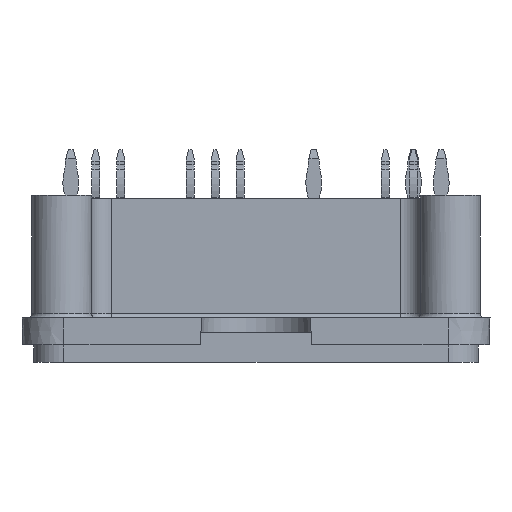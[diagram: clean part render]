
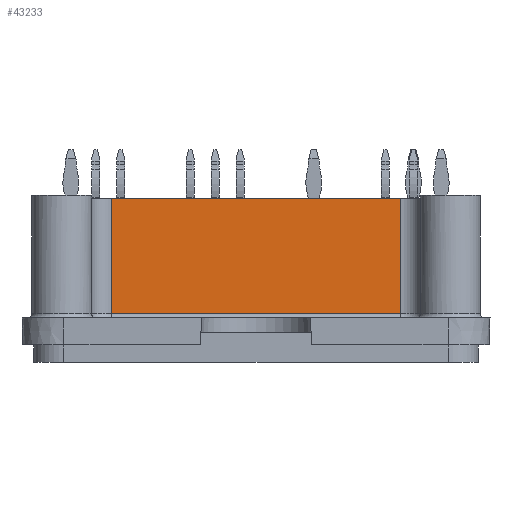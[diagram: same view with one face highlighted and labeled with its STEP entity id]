
A CAD part, left-side view. The second image highlights one B-rep face of the part: STEP entity #43233.
In plain terms, the highlighted planar face has unit normal (-1, 0, 0).
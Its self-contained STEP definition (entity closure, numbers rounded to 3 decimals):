
#2809=ORIENTED_EDGE('',*,*,#12186,.F.);
#2810=ORIENTED_EDGE('',*,*,#12176,.T.);
#2811=ORIENTED_EDGE('',*,*,#12187,.T.);
#2812=ORIENTED_EDGE('',*,*,#12188,.F.);
#12176=EDGE_CURVE('',#16868,#16867,#19802,.T.);
#12186=EDGE_CURVE('',#16868,#16873,#19806,.T.);
#12187=EDGE_CURVE('',#16867,#16874,#19807,.T.);
#12188=EDGE_CURVE('',#16873,#16874,#19808,.T.);
#16867=VERTEX_POINT('',#58622);
#16868=VERTEX_POINT('',#58624);
#16873=VERTEX_POINT('',#58645);
#16874=VERTEX_POINT('',#58647);
#19802=LINE('',#58623,#23260);
#19806=LINE('',#58644,#23264);
#19807=LINE('',#58646,#23265);
#19808=LINE('',#58648,#23266);
#23260=VECTOR('',#48907,1000.);
#23264=VECTOR('',#48935,1000.);
#23265=VECTOR('',#48936,1000.);
#23266=VECTOR('',#48937,1000.);
#26364=EDGE_LOOP('',(#2809,#2810,#2811,#2812));
#28250=FACE_BOUND('',#26364,.T.);
#30046=PLANE('',#45189);
#43233=ADVANCED_FACE('',(#28250),#30046,.F.);
#45189=AXIS2_PLACEMENT_3D('',#58643,#48933,#48934);
#48907=DIRECTION('',(0.,1.,0.));
#48933=DIRECTION('',(1.,0.,0.));
#48934=DIRECTION('',(0.,-1.,0.));
#48935=DIRECTION('',(0.,0.,-1.));
#48936=DIRECTION('',(0.,0.,-1.));
#48937=DIRECTION('',(0.,1.,0.));
#58622=CARTESIAN_POINT('',(-39.5,14.525,13.2));
#58623=CARTESIAN_POINT('',(-39.5,-22.5,13.2));
#58624=CARTESIAN_POINT('',(-39.5,-14.525,13.2));
#58643=CARTESIAN_POINT('',(-39.5,-22.5,61.33));
#58644=CARTESIAN_POINT('',(-39.5,-14.525,61.33));
#58645=CARTESIAN_POINT('',(-39.5,-14.525,1.6));
#58646=CARTESIAN_POINT('',(-39.5,14.525,61.33));
#58647=CARTESIAN_POINT('',(-39.5,14.525,1.6));
#58648=CARTESIAN_POINT('',(-39.5,-22.5,1.6));
